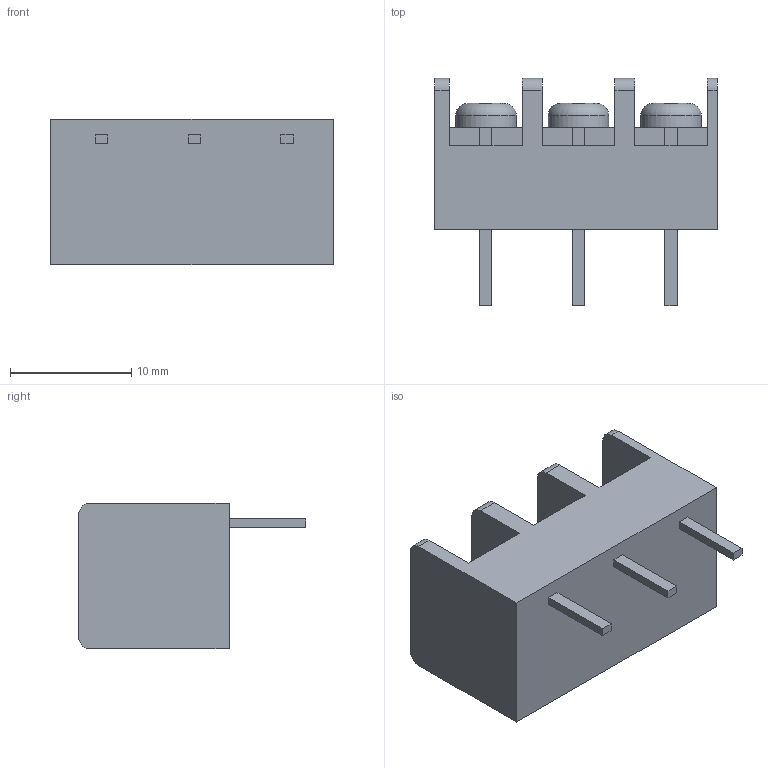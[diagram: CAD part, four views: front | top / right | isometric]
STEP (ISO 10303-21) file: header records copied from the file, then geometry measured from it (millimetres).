
FILE_DESCRIPTION (( 'STEP AP214' ), '1' );
FILE_NAME ('KF7_62-3P.STEP', '2022-06-03T06:18:45', ( '' ), ( '' ), 'SwSTEP 2.0', 'SolidWorks 2021', '' );
FILE_SCHEMA (( 'AUTOMOTIVE_DESIGN' ));
Length unit declared in the file: millimetre
Products named in the file (1): KF7_62-3P
Bounding box: 23.27 x 18.7 x 12 mm (x, y, z)
Volume: 2529.8 mm3; surface area: 1809.4 mm2
Topology: 1 solids, 1 shells, 128 faces, 354 edges, 234 vertices
Faces by surface type: plane 108, cylinder 14, torus 6
Entity records: 4632 total; most frequent: CARTESIAN_POINT 879, ORIENTED_EDGE 708, DIRECTION 616, EDGE_CURVE 354, VECTOR 266, LINE 266, VERTEX_POINT 234, AXIS2_PLACEMENT_3D 175
